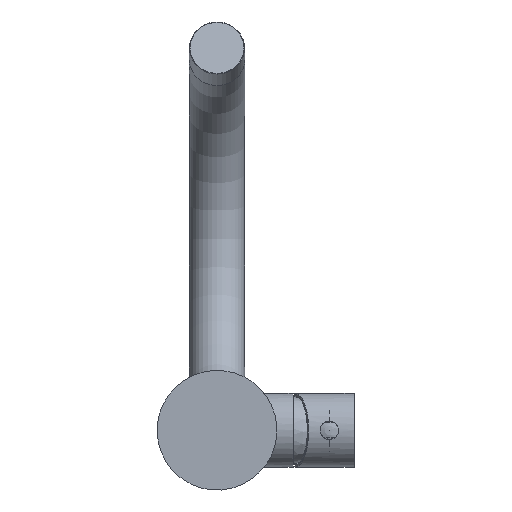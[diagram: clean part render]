
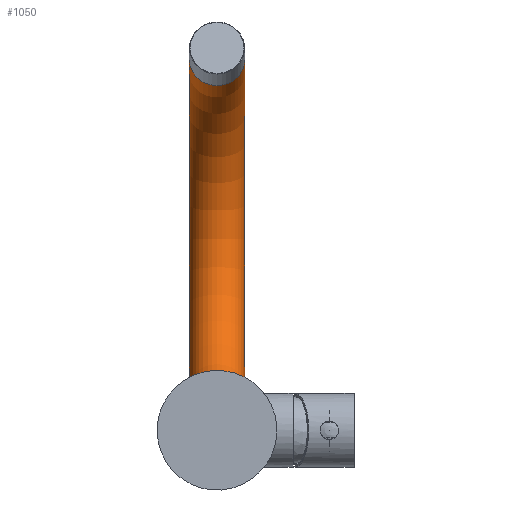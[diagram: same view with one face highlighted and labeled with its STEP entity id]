
A CAD part, front view. The second image highlights one B-rep face of the part: STEP entity #1050.
In plain terms, the highlighted toroidal (fillet/blend) face has major radius 82.905 mm and minor radius 12 mm.
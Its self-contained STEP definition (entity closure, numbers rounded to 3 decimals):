
#37=TOROIDAL_SURFACE('',#1187,82.905,12.);
#103=FACE_OUTER_BOUND('',#163,.T.);
#163=EDGE_LOOP('',(#840,#841,#842,#843,#844,#845));
#276=CIRCLE('',#1178,12.);
#277=CIRCLE('',#1179,12.);
#281=CIRCLE('',#1185,12.);
#282=CIRCLE('',#1186,12.);
#283=CIRCLE('',#1188,70.905);
#439=VERTEX_POINT('',#2136);
#440=VERTEX_POINT('',#2138);
#443=VERTEX_POINT('',#2148);
#444=VERTEX_POINT('',#2149);
#577=EDGE_CURVE('',#440,#439,#276,.T.);
#578=EDGE_CURVE('',#439,#440,#277,.T.);
#582=EDGE_CURVE('',#443,#444,#281,.T.);
#583=EDGE_CURVE('',#444,#443,#282,.T.);
#585=EDGE_CURVE('',#440,#444,#283,.T.);
#840=ORIENTED_EDGE('',*,*,#578,.T.);
#841=ORIENTED_EDGE('',*,*,#585,.T.);
#842=ORIENTED_EDGE('',*,*,#582,.F.);
#843=ORIENTED_EDGE('',*,*,#583,.F.);
#844=ORIENTED_EDGE('',*,*,#585,.F.);
#845=ORIENTED_EDGE('',*,*,#577,.T.);
#1050=ADVANCED_FACE('',(#103),#37,.T.);
#1178=AXIS2_PLACEMENT_3D('',#2139,#1431,#1432);
#1179=AXIS2_PLACEMENT_3D('',#2140,#1433,#1434);
#1185=AXIS2_PLACEMENT_3D('',#2150,#1445,#1446);
#1186=AXIS2_PLACEMENT_3D('',#2151,#1447,#1448);
#1187=AXIS2_PLACEMENT_3D('',#2153,#1450,#1451);
#1188=AXIS2_PLACEMENT_3D('',#2154,#1452,#1453);
#1431=DIRECTION('center_axis',(0.,0.941,-0.338));
#1432=DIRECTION('ref_axis',(0.,-0.338,-0.941));
#1433=DIRECTION('center_axis',(0.,0.941,-0.338));
#1434=DIRECTION('ref_axis',(0.,-0.338,-0.941));
#1445=DIRECTION('center_axis',(0.,-1.,0.));
#1446=DIRECTION('ref_axis',(0.,0.,1.));
#1447=DIRECTION('center_axis',(0.,-1.,0.));
#1448=DIRECTION('ref_axis',(0.,0.,1.));
#1450=DIRECTION('center_axis',(1.,0.,0.));
#1451=DIRECTION('ref_axis',(0.,0.985,-0.172));
#1452=DIRECTION('center_axis',(-1.,0.,0.));
#1453=DIRECTION('ref_axis',(0.,0.985,-0.172));
#2136=CARTESIAN_POINT('',(0.,231.173,172.224));
#2138=CARTESIAN_POINT('',(0.,223.061,149.636));
#2139=CARTESIAN_POINT('Origin',(0.,227.117,
160.93));
#2140=CARTESIAN_POINT('Origin',(0.,227.117,
160.93));
#2148=CARTESIAN_POINT('',(0.,199.095,-12.));
#2149=CARTESIAN_POINT('',(0.,199.095,12.));
#2150=CARTESIAN_POINT('Origin',(0.,199.095,
0.));
#2151=CARTESIAN_POINT('Origin',(0.,199.095,
0.));
#2153=CARTESIAN_POINT('Origin',(0.,199.095,
82.905));
#2154=CARTESIAN_POINT('Origin',(0.,199.095,
82.905));
